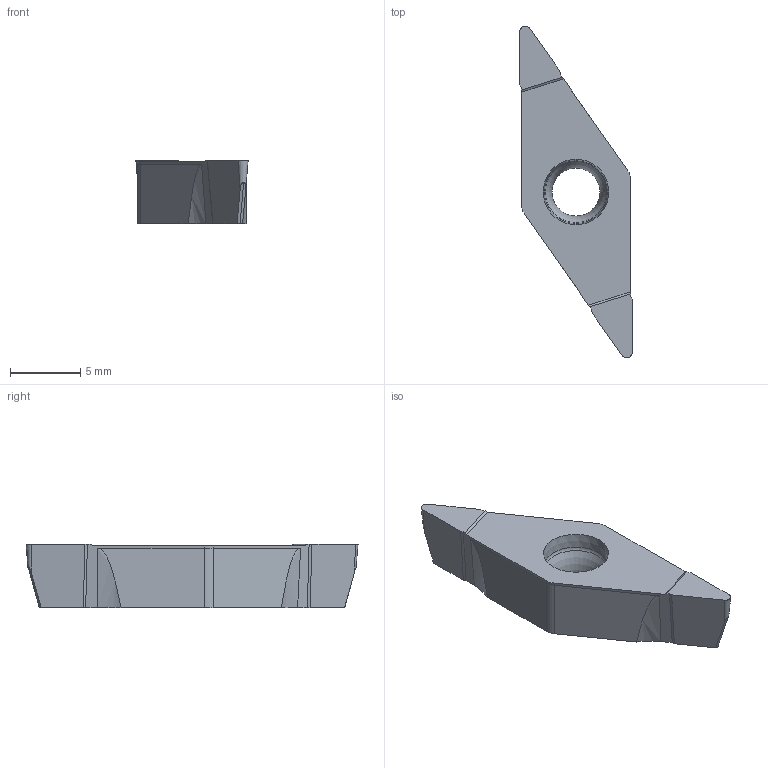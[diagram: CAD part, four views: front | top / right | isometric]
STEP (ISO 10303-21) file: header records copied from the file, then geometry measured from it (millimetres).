
FILE_DESCRIPTION(/* description */ (''),/* implementation_level */ '2;1');
FILE_NAME(/* name */ 'aaa316409_a.stp',/* time_stamp */ '2018-04-20T15:53:59+02:00',/* author */ (''),/* organization */ ('SMS'),/* preprocessor_version */ 'ST-DEVELOPER v15',/* originating_system */ 'SIEMENS PLM Software NX 8.5',/* authorisation */ '');
FILE_SCHEMA (('AUTOMOTIVE_DESIGN { 1 0 10303 214 3 1 1 1 }'));
Length unit declared in the file: millimetre
Products named in the file (1): AAA316409_A
Bounding box: 8 x 23.65 x 4.53 mm (x, y, z)
Volume: 397.2 mm3; surface area: 459 mm2
Topology: 1 solids, 1 shells, 39 faces, 149 edges, 149 vertices
Faces by surface type: plane 22, cone 5, bspline 4, extrusion 4, cylinder 2, torus 2
Entity records: 1881 total; most frequent: CARTESIAN_POINT 555, ORIENTED_EDGE 220, DIRECTION 214, VECTOR 114, EDGE_CURVE 110, LINE 110, VERTEX_POINT 76, AXIS2_PLACEMENT_3D 50
